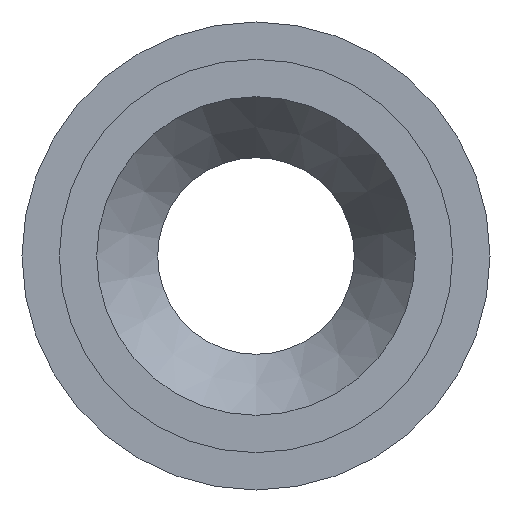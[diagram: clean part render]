
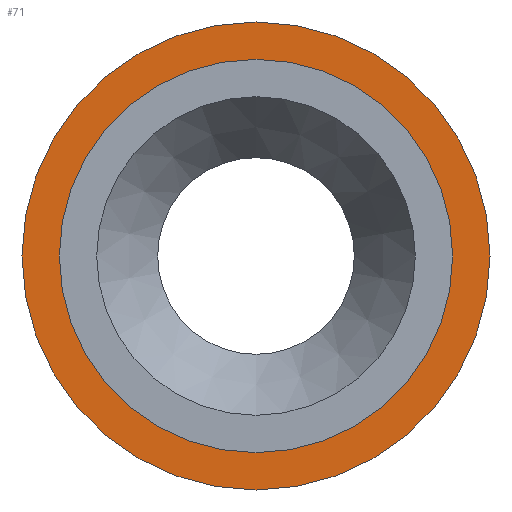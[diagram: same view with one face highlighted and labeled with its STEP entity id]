
A CAD part, front view. The second image highlights one B-rep face of the part: STEP entity #71.
In plain terms, the highlighted planar face has unit normal (0, -1, 0).
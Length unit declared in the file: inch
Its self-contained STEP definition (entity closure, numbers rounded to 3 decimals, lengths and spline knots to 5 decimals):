
#14 = DIRECTION ( 'NONE',  ( 0., -1., 0. ) ) ;
#15 = AXIS2_PLACEMENT_3D ( 'NONE', #309, #404, #243 ) ;
#62 = CARTESIAN_POINT ( 'NONE',  ( 0., 1.5, -0.4685 ) ) ;
#71 = ADVANCED_FACE ( 'NONE', ( #267, #206 ), #88, .T. ) ;
#88 = PLANE ( 'NONE',  #121 ) ;
#98 = CIRCLE ( 'NONE', #239, 0.3937 ) ;
#121 = AXIS2_PLACEMENT_3D ( 'NONE', #349, #159, #247 ) ;
#136 = EDGE_LOOP ( 'NONE', ( #254 ) ) ;
#159 = DIRECTION ( 'NONE',  ( 0., -1., 0. ) ) ;
#164 = CARTESIAN_POINT ( 'NONE',  ( 0., 1.5, -0.3937 ) ) ;
#179 = VERTEX_POINT ( 'NONE', #164 ) ;
#204 = CARTESIAN_POINT ( 'NONE',  ( 0., 1.5, 0. ) ) ;
#206 = FACE_OUTER_BOUND ( 'NONE', #238, .T. ) ;
#209 = EDGE_CURVE ( 'NONE', #334, #334, #306, .T. ) ;
#234 = DIRECTION ( 'NONE',  ( 0., 0., -1. ) ) ;
#238 = EDGE_LOOP ( 'NONE', ( #290 ) ) ;
#239 = AXIS2_PLACEMENT_3D ( 'NONE', #204, #14, #234 ) ;
#243 = DIRECTION ( 'NONE',  ( 0., 0., -1. ) ) ;
#247 = DIRECTION ( 'NONE',  ( 0., 0., -1. ) ) ;
#254 = ORIENTED_EDGE ( 'NONE', *, *, #313, .F. ) ;
#267 = FACE_BOUND ( 'NONE', #136, .T. ) ;
#290 = ORIENTED_EDGE ( 'NONE', *, *, #209, .T. ) ;
#306 = CIRCLE ( 'NONE', #15, 0.4685 ) ;
#309 = CARTESIAN_POINT ( 'NONE',  ( 0., 1.5, 0. ) ) ;
#313 = EDGE_CURVE ( 'NONE', #179, #179, #98, .T. ) ;
#334 = VERTEX_POINT ( 'NONE', #62 ) ;
#349 = CARTESIAN_POINT ( 'NONE',  ( 0.4311, 1.5, 0. ) ) ;
#404 = DIRECTION ( 'NONE',  ( 0., -1., 0. ) ) ;
